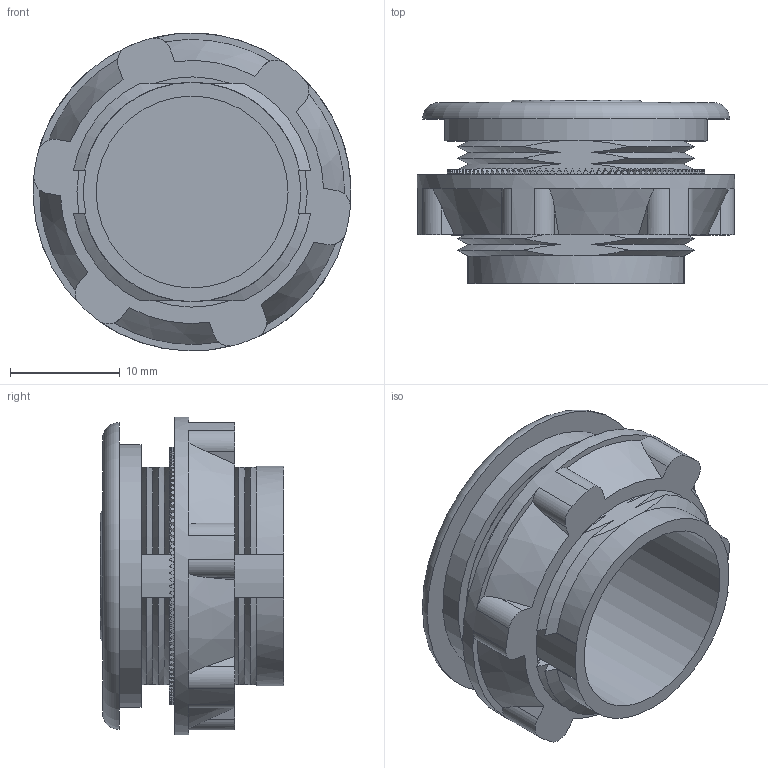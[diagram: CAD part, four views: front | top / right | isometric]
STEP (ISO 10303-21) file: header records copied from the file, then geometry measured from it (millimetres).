
FILE_DESCRIPTION(/* description */ (''),/* implementation_level */ '2;1');
FILE_NAME(/* name */ '2BP2.stp',/* time_stamp */ '2016-07-22T09:13:15-04:00',/* author */ ('CAD Station'),/* organization */ (''),/* preprocessor_version */ 'ST-DEVELOPER v16.1',/* originating_system */ 'Autodesk Inventor 2016',/* authorisation */ '');
FILE_SCHEMA (('AUTOMOTIVE_DESIGN { 1 0 10303 214 3 1 1 }'));
Length unit declared in the file: inch
Products named in the file (4): 2BP2_Body; 2BP2_Inner_MM; Ruber_Ring; Assembly1
Assembly tree (3 placements, depth 2):
  Assembly1
    2BP2_Body
    2BP2_Inner_MM
    Ruber_Ring
Bounding box: 28.98 x 16.7 x 28.98 mm (x, y, z)
Volume: 4171 mm3; surface area: 5476.2 mm2
Topology: 3 solids, 3 shells, 869 faces, 2337 edges, 1478 vertices
Faces by surface type: plane 517, cylinder 262, cone 87, torus 3
Full cylindrical faces by diameter (mm): 17.5 x1, 22 x1, 24 x1, 29 x1
Entity records: 27196 total; most frequent: CARTESIAN_POINT 5083, DIRECTION 4889, ORIENTED_EDGE 4650, EDGE_CURVE 2325, AXIS2_PLACEMENT_3D 1874, VERTEX_POINT 1474, LINE 1141, VECTOR 1141
